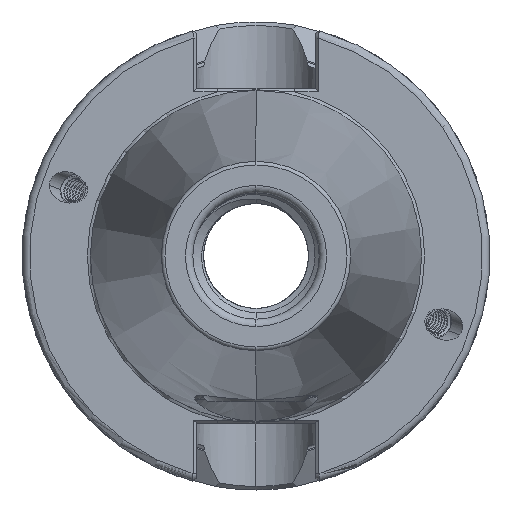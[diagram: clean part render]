
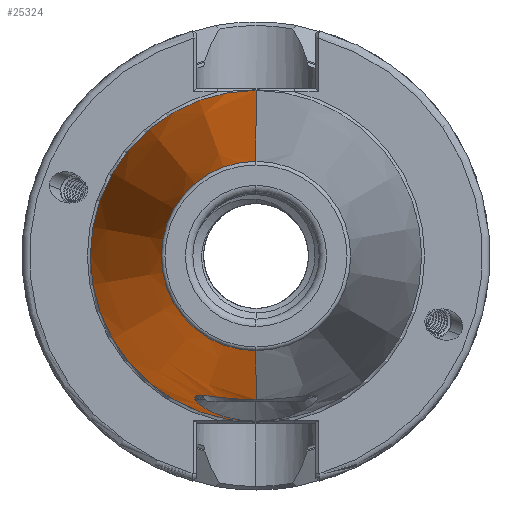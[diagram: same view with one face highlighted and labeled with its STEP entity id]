
A CAD part, left-side view. The second image highlights one B-rep face of the part: STEP entity #25324.
In plain terms, the highlighted conical face has half-angle 8.297 degrees and reference radius 22.298 mm.
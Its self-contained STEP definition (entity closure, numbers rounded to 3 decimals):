
#4117 = CARTESIAN_POINT ( 'NONE',  ( -21.815, 0., -19.335 ) ) ;
#4990 = CARTESIAN_POINT ( 'NONE',  ( -2.028, 0., -22.221 ) ) ;
#5078 = CARTESIAN_POINT ( 'NONE',  ( -66.972, 0., -12.75 ) ) ;
#5091 = CARTESIAN_POINT ( 'NONE',  ( -66.972, 0., 12.75 ) ) ;
#5105 = CARTESIAN_POINT ( 'NONE',  ( -1.5, 0., 22.298 ) ) ;
#5189 = CARTESIAN_POINT ( 'NONE',  ( -1.5, 0., -22.298 ) ) ;
#5687 = CARTESIAN_POINT ( 'NONE',  ( -66.972, 0., 0. ) ) ;
#5689 = DIRECTION ( 'NONE',  ( 1., 0., 0. ) ) ;
#5698 = DIRECTION ( 'NONE',  ( 0., 0., -1. ) ) ;
#5705 = DIRECTION ( 'NONE',  ( 0., 0., -1. ) ) ;
#5713 = DIRECTION ( 'NONE',  ( 1., 0., 0. ) ) ;
#5714 = CARTESIAN_POINT ( 'NONE',  ( -1.5, 0., 0. ) ) ;
#6627 = CARTESIAN_POINT ( 'NONE',  ( -1.5, 0., -22.298 ) ) ;
#6665 = DIRECTION ( 'NONE',  ( 0.99, 0., -0.144 ) ) ;
#6866 = CARTESIAN_POINT ( 'NONE',  ( -2.122, 1.208, -22.176 ) ) ;
#6868 = CARTESIAN_POINT ( 'NONE',  ( -2.178, 1.504, -22.15 ) ) ;
#6870 = CARTESIAN_POINT ( 'NONE',  ( -2.028, 0., -22.221 ) ) ;
#6871 = CARTESIAN_POINT ( 'NONE',  ( -2.414, 2.37, -22.039 ) ) ;
#6879 = CARTESIAN_POINT ( 'NONE',  ( -2.628, 2.929, -21.941 ) ) ;
#6883 = CARTESIAN_POINT ( 'NONE',  ( -2.752, 3.204, -21.884 ) ) ;
#6889 = CARTESIAN_POINT ( 'NONE',  ( -2.028, 0.301, -22.221 ) ) ;
#6890 = CARTESIAN_POINT ( 'NONE',  ( -2.324, 2.086, -22.081 ) ) ;
#6893 = CARTESIAN_POINT ( 'NONE',  ( -3.163, 3.992, -21.698 ) ) ;
#6898 = CARTESIAN_POINT ( 'NONE',  ( -2.047, 0.604, -22.212 ) ) ;
#6907 = CARTESIAN_POINT ( 'NONE',  ( -6.062, 6.82, -20.532 ) ) ;
#6908 = CARTESIAN_POINT ( 'NONE',  ( -11.954, 8.291, -19.047 ) ) ;
#6909 = CARTESIAN_POINT ( 'NONE',  ( -18.887, 5.721, -18.917 ) ) ;
#6910 = CARTESIAN_POINT ( 'NONE',  ( -16.332, 7.292, -18.768 ) ) ;
#6912 = CARTESIAN_POINT ( 'NONE',  ( -4.666, 5.781, -21.061 ) ) ;
#6913 = CARTESIAN_POINT ( 'NONE',  ( -18.65, 5.913, -18.894 ) ) ;
#6914 = CARTESIAN_POINT ( 'NONE',  ( -20.519, 3.961, -19.12 ) ) ;
#6915 = CARTESIAN_POINT ( 'NONE',  ( -21.151, 2.924, -19.218 ) ) ;
#6916 = CARTESIAN_POINT ( 'NONE',  ( -9.309, 8.069, -19.56 ) ) ;
#6917 = CARTESIAN_POINT ( 'NONE',  ( -21.815, 0.301, -19.335 ) ) ;
#6918 = CARTESIAN_POINT ( 'NONE',  ( -11.057, 8.297, -19.187 ) ) ;
#6919 = CARTESIAN_POINT ( 'NONE',  ( -16.606, 7.167, -18.774 ) ) ;
#6920 = CARTESIAN_POINT ( 'NONE',  ( -17.409, 6.76, -18.801 ) ) ;
#6921 = CARTESIAN_POINT ( 'NONE',  ( -19.34, 5.32, -18.965 ) ) ;
#6922 = CARTESIAN_POINT ( 'NONE',  ( -3.492, 4.478, -21.552 ) ) ;
#6923 = CARTESIAN_POINT ( 'NONE',  ( -21.708, 1.199, -19.316 ) ) ;
#6924 = CARTESIAN_POINT ( 'NONE',  ( -20.688, 3.709, -19.145 ) ) ;
#6925 = CARTESIAN_POINT ( 'NONE',  ( -21.815, 0., -19.335 ) ) ;
#6928 = CARTESIAN_POINT ( 'NONE',  ( -14.622, 7.905, -18.79 ) ) ;
#6929 = CARTESIAN_POINT ( 'NONE',  ( -17.921, 6.448, -18.833 ) ) ;
#6930 = CARTESIAN_POINT ( 'NONE',  ( -21.793, 0.601, -19.331 ) ) ;
#6931 = CARTESIAN_POINT ( 'NONE',  ( -15.772, 7.522, -18.765 ) ) ;
#6932 = CARTESIAN_POINT ( 'NONE',  ( -5.571, 6.501, -20.712 ) ) ;
#6933 = CARTESIAN_POINT ( 'NONE',  ( -8.736, 7.935, -19.705 ) ) ;
#6936 = CARTESIAN_POINT ( 'NONE',  ( -19.964, 4.671, -19.042 ) ) ;
#6938 = CARTESIAN_POINT ( 'NONE',  ( -4.249, 5.379, -21.232 ) ) ;
#6940 = CARTESIAN_POINT ( 'NONE',  ( -13.152, 8.189, -18.901 ) ) ;
#6941 = CARTESIAN_POINT ( 'NONE',  ( -7.617, 7.585, -20.018 ) ) ;
#6942 = CARTESIAN_POINT ( 'NONE',  ( -21.644, 1.5, -19.304 ) ) ;
#6946 = CARTESIAN_POINT ( 'NONE',  ( -15.485, 7.627, -18.768 ) ) ;
#6948 = CARTESIAN_POINT ( 'NONE',  ( -20.157, 4.442, -19.068 ) ) ;
#6952 = CARTESIAN_POINT ( 'NONE',  ( -7.084, 7.36, -20.186 ) ) ;
#6953 = CARTESIAN_POINT ( 'NONE',  ( -12.256, 8.277, -19.005 ) ) ;
#6954 = CARTESIAN_POINT ( 'NONE',  ( -14.039, 8.045, -18.822 ) ) ;
#6955 = CARTESIAN_POINT ( 'NONE',  ( -21.393, 2.374, -19.26 ) ) ;
#6957 = CARTESIAN_POINT ( 'NONE',  ( -19.555, 5.111, -18.99 ) ) ;
#6958 = CARTESIAN_POINT ( 'NONE',  ( -9.597, 8.124, -19.492 ) ) ;
#6961 = CARTESIAN_POINT ( 'NONE',  ( -12.855, 8.226, -18.932 ) ) ;
#6963 = CARTESIAN_POINT ( 'NONE',  ( -10.468, 8.256, -19.299 ) ) ;
#6966 = CARTESIAN_POINT ( 'NONE',  ( -8.452, 7.856, -19.782 ) ) ;
#7434 = CARTESIAN_POINT ( 'NONE',  ( -1.5, 0., 22.298 ) ) ;
#7447 = DIRECTION ( 'NONE',  ( 0.99, 0., 0.144 ) ) ;
#8935 = EDGE_CURVE ( 'NONE', #31720, #38237, #40764, .T. ) ;
#9642 = AXIS2_PLACEMENT_3D ( 'NONE', #18114, #18190, #18178 ) ;
#10844 = CARTESIAN_POINT ( 'NONE',  ( -1.5, 0., -22.298 ) ) ;
#10853 = DIRECTION ( 'NONE',  ( 0.99, 0., -0.144 ) ) ;
#11439 = B_SPLINE_CURVE_WITH_KNOTS ( 'NONE', 3,
 ( #6870, #6889, #6898, #6866, #6868, #6890, #6871, #6879, #6883, #6893, #6922, #6938, #6912, #6932, #6907, #6952, #6941, #6966, #6933, #6916, #6958, #6963, #6918, #6908, #6953, #6961, #6940, #6954, #6928, #6946, #6931, #6910, #6919, #6920, #6929, #6913, #6909, #6921, #6957, #6936, #6948, #6914, #6924, #6915, #6955, #6942, #6923, #6930, #6917, #6925 ),
 .UNSPECIFIED., .F., .F.,
 ( 4, 2, 2, 2, 2, 2, 2, 2, 2, 2, 2, 2, 2, 2, 2, 2, 2, 2, 2, 2, 2, 2, 2, 2, 4 ),
 ( 0.022, 0.023, 0.024, 0.025, 0.026, 0.027, 0.029, 0.031, 0.033, 0.034, 0.035, 0.036, 0.037, 0.038, 0.04, 0.041, 0.042, 0.044, 0.045, 0.045, 0.046, 0.047, 0.049, 0.05, 0.051 ),
 .UNSPECIFIED. ) ;
#18114 = CARTESIAN_POINT ( 'NONE',  ( -1.5, 0., 0. ) ) ;
#18178 = DIRECTION ( 'NONE',  ( 0., 0., -1. ) ) ;
#18190 = DIRECTION ( 'NONE',  ( 1., 0., 0. ) ) ;
#25324 = ADVANCED_FACE ( 'NONE', ( #40399 ), #40407, .T. ) ;
#25656 = VERTEX_POINT ( 'NONE', #4990 ) ;
#27145 = VERTEX_POINT ( 'NONE', #5091 ) ;
#31720 = VERTEX_POINT ( 'NONE', #5078 ) ;
#31727 = VERTEX_POINT ( 'NONE', #5105 ) ;
#31746 = VERTEX_POINT ( 'NONE', #5189 ) ;
#33270 = EDGE_LOOP ( 'NONE', ( #35213, #35182, #35239, #35189, #35216, #35192 ) ) ;
#33844 = CIRCLE ( 'NONE', #38306, 12.75 ) ;
#33858 = CIRCLE ( 'NONE', #38298, 22.298 ) ;
#33947 = LINE ( 'NONE', #7434, #33952 ) ;
#33952 = VECTOR ( 'NONE', #7447, 1000. ) ;
#33961 = LINE ( 'NONE', #6627, #33999 ) ;
#33999 = VECTOR ( 'NONE', #6665, 1000. ) ;
#35182 = ORIENTED_EDGE ( 'NONE', *, *, #41454, .T. ) ;
#35189 = ORIENTED_EDGE ( 'NONE', *, *, #41499, .F. ) ;
#35192 = ORIENTED_EDGE ( 'NONE', *, *, #8935, .F. ) ;
#35213 = ORIENTED_EDGE ( 'NONE', *, *, #41062, .T. ) ;
#35216 = ORIENTED_EDGE ( 'NONE', *, *, #41545, .T. ) ;
#35239 = ORIENTED_EDGE ( 'NONE', *, *, #41063, .F. ) ;
#38237 = VERTEX_POINT ( 'NONE', #4117 ) ;
#38298 = AXIS2_PLACEMENT_3D ( 'NONE', #5714, #5689, #5698 ) ;
#38306 = AXIS2_PLACEMENT_3D ( 'NONE', #5687, #5713, #5705 ) ;
#40399 = FACE_OUTER_BOUND ( 'NONE', #33270, .T. ) ;
#40407 = CONICAL_SURFACE ( 'NONE', #9642, 22.298, 0.145 ) ;
#40749 = VECTOR ( 'NONE', #10853, 1000. ) ;
#40764 = LINE ( 'NONE', #10844, #40749 ) ;
#41062 = EDGE_CURVE ( 'NONE', #31720, #27145, #33844, .T. ) ;
#41063 = EDGE_CURVE ( 'NONE', #31746, #31727, #33858, .T. ) ;
#41454 = EDGE_CURVE ( 'NONE', #27145, #31727, #33947, .T. ) ;
#41499 = EDGE_CURVE ( 'NONE', #25656, #31746, #33961, .T. ) ;
#41545 = EDGE_CURVE ( 'NONE', #25656, #38237, #11439, .T. ) ;
